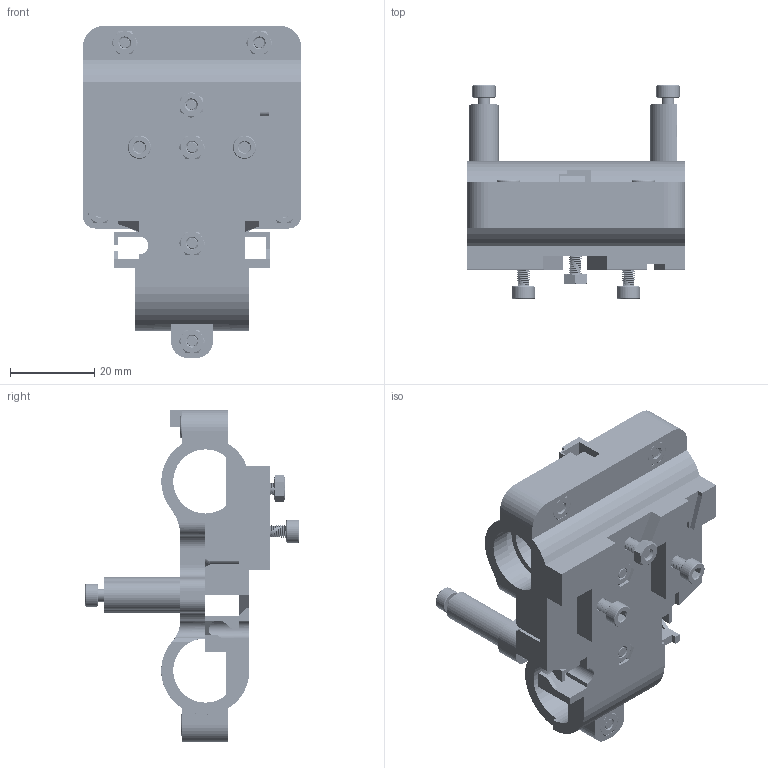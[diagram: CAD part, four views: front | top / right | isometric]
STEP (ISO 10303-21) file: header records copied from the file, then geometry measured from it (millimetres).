
FILE_DESCRIPTION(/* description */ (''),/* implementation_level */ '2;1');
FILE_NAME(/* name */ 'Klipperize Prusa 4 Inside Printer v23.step',/* time_stamp */ '2023-05-23T13:35:31-06:00',/* author */ (''),/* organization */ (''),/* preprocessor_version */ 'ST-DEVELOPER v19.2',/* originating_system */ 'Autodesk Translation Framework v12.4.0.73',/* authorisation */ '');
FILE_SCHEMA (('AUTOMOTIVE_DESIGN { 1 0 10303 214 3 1 1 }'));
Length unit declared in the file: millimetre
Products named in the file (13): Klipperize Prusa 4 Inside Printer; X Carriage; Back Clamp; CANbus Spacer 1; CANbus Spacer 2; Hardware; M3x8 BHCS; M3x8 SHCS (1); M3x12 SHCS; M3x18 SHCS; M3x25 SHCS; M3x8 SHCS; M3 Hex Nut
Assembly tree (25 placements, depth 4):
  Klipperize Prusa 4 Inside Printer
    X Carriage
      Back Clamp
        CANbus Spacer 1
        CANbus Spacer 2
    Hardware
      M3 Hex Nut  x10
      M3x8 BHCS
      M3x12 SHCS  x2
      M3x8 SHCS (1)  x2
      M3x18 SHCS  x2
      M3x25 SHCS  x2
      M3x8 SHCS
Bounding box: 52 x 50.96 x 79 mm (x, y, z)
Volume: 37933.1 mm3; surface area: 28351.9 mm2
Topology: 24 solids, 24 shells, 1528 faces, 4127 edges, 2672 vertices
Faces by surface type: cylinder 673, plane 581, cone 216, bspline 50, torus 7, sphere 1
Full cylindrical faces by diameter (mm): 2.35 x245, 3 x280, 3.4 x17, 5.5 x9, 5.7 x1, 5.8 x5, 6.5 x1, 7 x1
Entity records: 51990 total; most frequent: CARTESIAN_POINT 29050, ORIENTED_EDGE 5180, DIRECTION 4118, EDGE_CURVE 2590, VERTEX_POINT 1693, LINE 1566, VECTOR 1566, AXIS2_PLACEMENT_3D 1276
